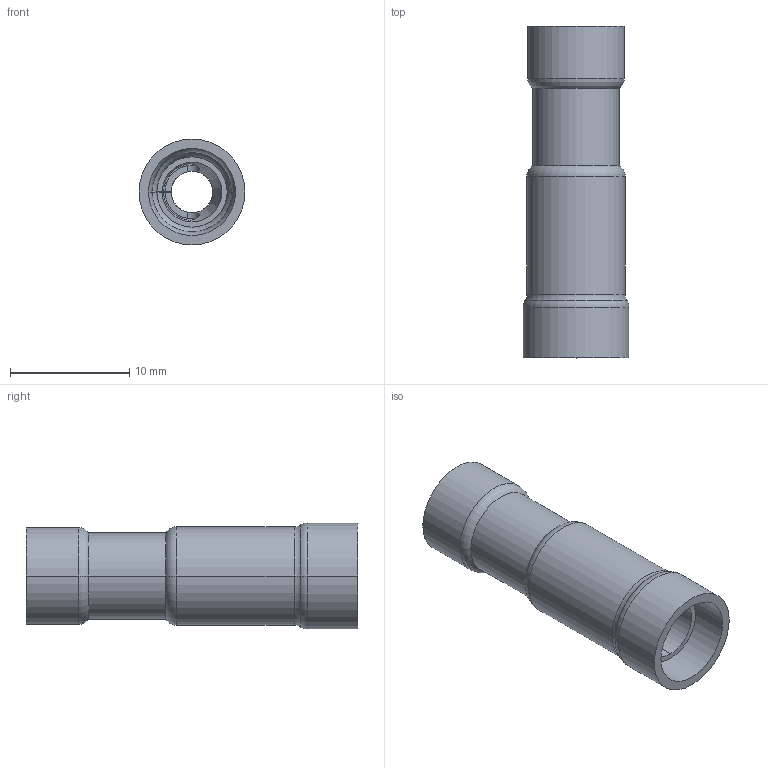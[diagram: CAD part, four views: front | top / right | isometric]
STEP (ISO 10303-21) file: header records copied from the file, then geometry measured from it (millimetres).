
FILE_DESCRIPTION (( 'STEP AP214' ), '1' );
FILE_NAME ('V70RV004003.step', '2017-09-28T13:31:21', ( '' ), ( '' ), 'SwSTEP 2.0', 'SolidWorks 2017', '' );
FILE_SCHEMA (( 'AUTOMOTIVE_DESIGN' ));
Length unit declared in the file: millimetre
Products named in the file (1): V70RV004003
Bounding box: 8.9 x 27.88 x 8.9 mm (x, y, z)
Volume: 685.1 mm3; surface area: 2248.3 mm2
Topology: 3 solids, 3 shells, 93 faces, 226 edges, 140 vertices
Faces by surface type: cylinder 44, plane 23, torus 18, cone 8
Entity records: 2892 total; most frequent: CARTESIAN_POINT 646, DIRECTION 474, ORIENTED_EDGE 452, EDGE_CURVE 226, AXIS2_PLACEMENT_3D 192, VERTEX_POINT 140, EDGE_LOOP 100, CIRCLE 98
